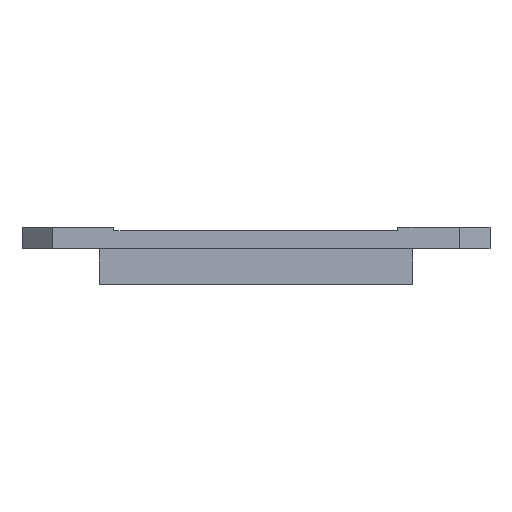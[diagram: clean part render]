
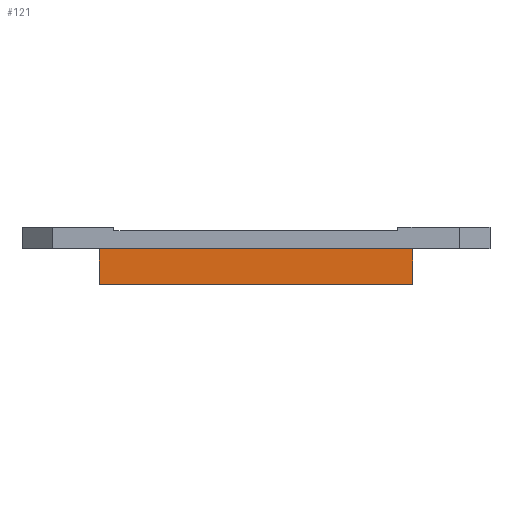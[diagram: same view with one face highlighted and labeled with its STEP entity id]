
A CAD part, front view. The second image highlights one B-rep face of the part: STEP entity #121.
In plain terms, the highlighted planar face has unit normal (0, -1, 0).
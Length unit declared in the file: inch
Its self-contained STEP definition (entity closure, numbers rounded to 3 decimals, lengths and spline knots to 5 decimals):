
#121 = ADVANCED_FACE ( 'NONE', ( #12912 ), #10834, .F. ) ;
#514 = LINE ( 'NONE', #12954, #10623 ) ;
#621 = CARTESIAN_POINT ( 'NONE',  ( 0.344, 1.717, 0. ) ) ;
#1256 = ORIENTED_EDGE ( 'NONE', *, *, #5654, .F. ) ;
#1614 = DIRECTION ( 'NONE',  ( 0., 1., 0. ) ) ;
#1920 = VECTOR ( 'NONE', #10710, 39.37008 ) ;
#1991 = VECTOR ( 'NONE', #11987, 39.37008 ) ;
#1992 = AXIS2_PLACEMENT_3D ( 'NONE', #4756, #1614, #7577 ) ;
#2904 = CARTESIAN_POINT ( 'NONE',  ( 1.742, 1.717, 0. ) ) ;
#2916 = CARTESIAN_POINT ( 'NONE',  ( 0.344, 1.717, -0.16 ) ) ;
#3282 = ORIENTED_EDGE ( 'NONE', *, *, #12441, .T. ) ;
#3506 = VERTEX_POINT ( 'NONE', #10922 ) ;
#3507 = VERTEX_POINT ( 'NONE', #2916 ) ;
#4002 = EDGE_LOOP ( 'NONE', ( #12725, #1256, #8612, #3282 ) ) ;
#4094 = CARTESIAN_POINT ( 'NONE',  ( 1.742, 1.717, -0.16 ) ) ;
#4241 = VECTOR ( 'NONE', #8182, 39.37008 ) ;
#4536 = DIRECTION ( 'NONE',  ( 0., 0., 1. ) ) ;
#4756 = CARTESIAN_POINT ( 'NONE',  ( 1.742, 1.717, -0.16 ) ) ;
#5306 = CARTESIAN_POINT ( 'NONE',  ( 1.742, 1.717, 0. ) ) ;
#5654 = EDGE_CURVE ( 'NONE', #3507, #8517, #514, .T. ) ;
#6305 = EDGE_CURVE ( 'NONE', #3506, #3507, #10187, .T. ) ;
#6510 = LINE ( 'NONE', #11657, #1920 ) ;
#7577 = DIRECTION ( 'NONE',  ( 0., 0., 1. ) ) ;
#7987 = LINE ( 'NONE', #2904, #1991 ) ;
#8182 = DIRECTION ( 'NONE',  ( -1., 0., 0. ) ) ;
#8517 = VERTEX_POINT ( 'NONE', #621 ) ;
#8610 = EDGE_CURVE ( 'NONE', #8782, #8517, #7987, .T. ) ;
#8612 = ORIENTED_EDGE ( 'NONE', *, *, #6305, .F. ) ;
#8782 = VERTEX_POINT ( 'NONE', #5306 ) ;
#10187 = LINE ( 'NONE', #4094, #4241 ) ;
#10623 = VECTOR ( 'NONE', #4536, 39.37008 ) ;
#10710 = DIRECTION ( 'NONE',  ( 0., 0., 1. ) ) ;
#10834 = PLANE ( 'NONE',  #1992 ) ;
#10922 = CARTESIAN_POINT ( 'NONE',  ( 1.742, 1.717, -0.16 ) ) ;
#11657 = CARTESIAN_POINT ( 'NONE',  ( 1.742, 1.717, -0.16 ) ) ;
#11987 = DIRECTION ( 'NONE',  ( -1., 0., 0. ) ) ;
#12441 = EDGE_CURVE ( 'NONE', #3506, #8782, #6510, .T. ) ;
#12725 = ORIENTED_EDGE ( 'NONE', *, *, #8610, .T. ) ;
#12912 = FACE_OUTER_BOUND ( 'NONE', #4002, .T. ) ;
#12954 = CARTESIAN_POINT ( 'NONE',  ( 0.344, 1.717, -0.16 ) ) ;
